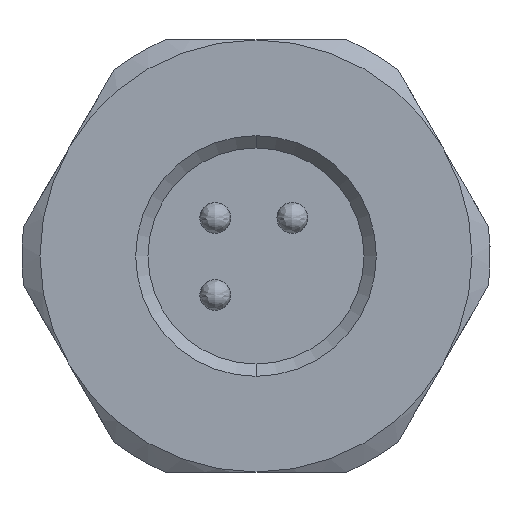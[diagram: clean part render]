
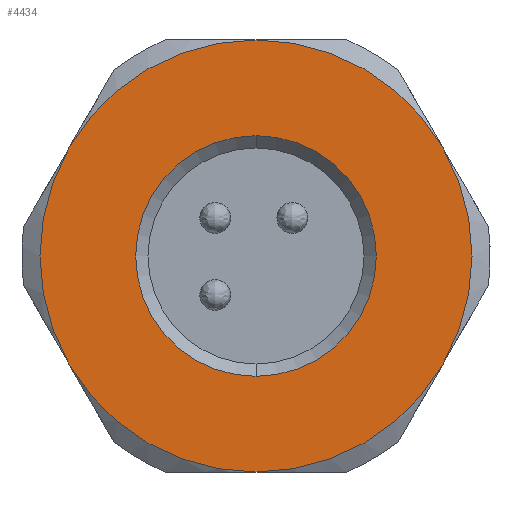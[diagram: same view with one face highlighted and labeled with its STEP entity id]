
A CAD part, front view. The second image highlights one B-rep face of the part: STEP entity #4434.
In plain terms, the highlighted planar face has unit normal (0, -1, 0).
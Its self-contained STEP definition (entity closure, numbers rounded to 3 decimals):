
#107 = AXIS2_PLACEMENT_3D ( 'NONE', #2983, #2959, #2915 ) ;
#167 = ORIENTED_EDGE ( 'NONE', *, *, #2987, .F. ) ;
#217 = VERTEX_POINT ( 'NONE', #4432 ) ;
#244 = VERTEX_POINT ( 'NONE', #4051 ) ;
#435 = CARTESIAN_POINT ( 'NONE',  ( -3.031, 0., -1.75 ) ) ;
#576 = EDGE_CURVE ( 'NONE', #217, #2307, #3435, .T. ) ;
#653 = AXIS2_PLACEMENT_3D ( 'NONE', #5930, #5926, #5923 ) ;
#664 = VERTEX_POINT ( 'NONE', #5489 ) ;
#730 = ORIENTED_EDGE ( 'NONE', *, *, #2012, .F. ) ;
#820 = VERTEX_POINT ( 'NONE', #6705 ) ;
#948 = EDGE_LOOP ( 'NONE', ( #1933, #5268 ) ) ;
#1228 = DIRECTION ( 'NONE',  ( 0., 0., 1. ) ) ;
#1250 = DIRECTION ( 'NONE',  ( 0., 1., 0. ) ) ;
#1255 = CARTESIAN_POINT ( 'NONE',  ( 0., 0., 0. ) ) ;
#1680 = DIRECTION ( 'NONE',  ( 0., 1., 0. ) ) ;
#1710 = CARTESIAN_POINT ( 'NONE',  ( 0., 0., 0. ) ) ;
#1849 = VERTEX_POINT ( 'NONE', #4968 ) ;
#1933 = ORIENTED_EDGE ( 'NONE', *, *, #4323, .F. ) ;
#1968 = DIRECTION ( 'NONE',  ( 0., 0., 1. ) ) ;
#1990 = DIRECTION ( 'NONE',  ( 0., 1., 0. ) ) ;
#1991 = DIRECTION ( 'NONE',  ( 0., 0., 1. ) ) ;
#1997 = EDGE_CURVE ( 'NONE', #6328, #820, #2498, .T. ) ;
#2011 = CARTESIAN_POINT ( 'NONE',  ( 0., 0., 0. ) ) ;
#2012 = EDGE_CURVE ( 'NONE', #664, #1849, #2504, .T. ) ;
#2082 = AXIS2_PLACEMENT_3D ( 'NONE', #3451, #3430, #3409 ) ;
#2094 = EDGE_CURVE ( 'NONE', #1849, #244, #3260, .T. ) ;
#2142 = EDGE_CURVE ( 'NONE', #5512, #217, #2631, .T. ) ;
#2171 = DIRECTION ( 'NONE',  ( 0., 0., 1. ) ) ;
#2203 = DIRECTION ( 'NONE',  ( 0., 1., 0. ) ) ;
#2253 = CARTESIAN_POINT ( 'NONE',  ( 0., 0., 0. ) ) ;
#2307 = VERTEX_POINT ( 'NONE', #435 ) ;
#2498 = CIRCLE ( 'NONE', #2082, 1.95 ) ;
#2504 = CIRCLE ( 'NONE', #107, 3.5 ) ;
#2631 = CIRCLE ( 'NONE', #3692, 3.5 ) ;
#2769 = AXIS2_PLACEMENT_3D ( 'NONE', #2253, #2203, #2171 ) ;
#2915 = DIRECTION ( 'NONE',  ( 0., 0., 1. ) ) ;
#2959 = DIRECTION ( 'NONE',  ( 0., 1., 0. ) ) ;
#2961 = AXIS2_PLACEMENT_3D ( 'NONE', #4650, #4511, #4485 ) ;
#2974 = ORIENTED_EDGE ( 'NONE', *, *, #2142, .F. ) ;
#2983 = CARTESIAN_POINT ( 'NONE',  ( 0., 0., 0. ) ) ;
#2987 = EDGE_CURVE ( 'NONE', #2307, #664, #3295, .T. ) ;
#3260 = CIRCLE ( 'NONE', #2769, 3.5 ) ;
#3295 = CIRCLE ( 'NONE', #6129, 3.5 ) ;
#3409 = DIRECTION ( 'NONE',  ( 0., 0., -1. ) ) ;
#3430 = DIRECTION ( 'NONE',  ( 0., -1., 0. ) ) ;
#3435 = CIRCLE ( 'NONE', #653, 3.5 ) ;
#3451 = CARTESIAN_POINT ( 'NONE',  ( 0., 0., 0. ) ) ;
#3454 = AXIS2_PLACEMENT_3D ( 'NONE', #6004, #5991, #5952 ) ;
#3503 = CIRCLE ( 'NONE', #5122, 3.5 ) ;
#3630 = EDGE_CURVE ( 'NONE', #244, #5512, #3503, .T. ) ;
#3692 = AXIS2_PLACEMENT_3D ( 'NONE', #2011, #1990, #1968 ) ;
#3789 = FACE_OUTER_BOUND ( 'NONE', #6617, .T. ) ;
#3958 = ORIENTED_EDGE ( 'NONE', *, *, #2094, .F. ) ;
#4040 = ORIENTED_EDGE ( 'NONE', *, *, #3630, .F. ) ;
#4051 = CARTESIAN_POINT ( 'NONE',  ( 3.031, 0., 1.75 ) ) ;
#4323 = EDGE_CURVE ( 'NONE', #820, #6328, #4443, .T. ) ;
#4332 = CARTESIAN_POINT ( 'NONE',  ( 3.031, 0., -1.75 ) ) ;
#4432 = CARTESIAN_POINT ( 'NONE',  ( 0., 0., -3.5 ) ) ;
#4434 = ADVANCED_FACE ( 'NONE', ( #3789, #4522 ), #5012, .F. ) ;
#4443 = CIRCLE ( 'NONE', #3454, 1.95 ) ;
#4485 = DIRECTION ( 'NONE',  ( 0., 0., 1. ) ) ;
#4511 = DIRECTION ( 'NONE',  ( 0., 1., 0. ) ) ;
#4522 = FACE_BOUND ( 'NONE', #948, .T. ) ;
#4650 = CARTESIAN_POINT ( 'NONE',  ( 0., 0., 0. ) ) ;
#4968 = CARTESIAN_POINT ( 'NONE',  ( 0., 0., 3.5 ) ) ;
#5012 = PLANE ( 'NONE',  #2961 ) ;
#5122 = AXIS2_PLACEMENT_3D ( 'NONE', #1710, #1680, #1991 ) ;
#5268 = ORIENTED_EDGE ( 'NONE', *, *, #1997, .F. ) ;
#5489 = CARTESIAN_POINT ( 'NONE',  ( -3.031, 0., 1.75 ) ) ;
#5512 = VERTEX_POINT ( 'NONE', #4332 ) ;
#5660 = CARTESIAN_POINT ( 'NONE',  ( 0., 0., 1.95 ) ) ;
#5923 = DIRECTION ( 'NONE',  ( 0., 0., 1. ) ) ;
#5926 = DIRECTION ( 'NONE',  ( 0., 1., 0. ) ) ;
#5930 = CARTESIAN_POINT ( 'NONE',  ( 0., 0., 0. ) ) ;
#5952 = DIRECTION ( 'NONE',  ( 0., 0., -1. ) ) ;
#5991 = DIRECTION ( 'NONE',  ( 0., -1., 0. ) ) ;
#6004 = CARTESIAN_POINT ( 'NONE',  ( 0., 0., 0. ) ) ;
#6129 = AXIS2_PLACEMENT_3D ( 'NONE', #1255, #1250, #1228 ) ;
#6246 = ORIENTED_EDGE ( 'NONE', *, *, #576, .F. ) ;
#6328 = VERTEX_POINT ( 'NONE', #5660 ) ;
#6617 = EDGE_LOOP ( 'NONE', ( #730, #167, #6246, #2974, #4040, #3958 ) ) ;
#6705 = CARTESIAN_POINT ( 'NONE',  ( 0., 0., -1.95 ) ) ;
